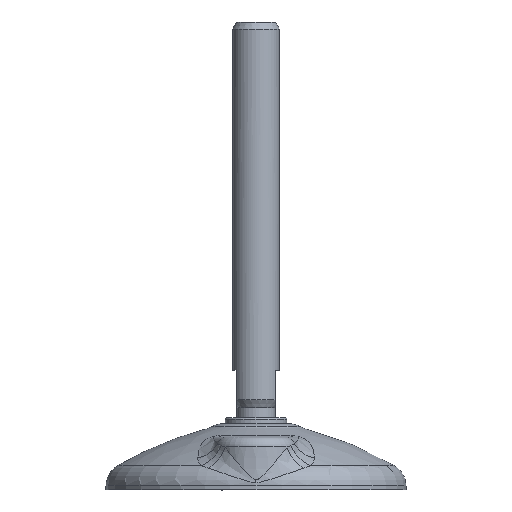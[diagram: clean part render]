
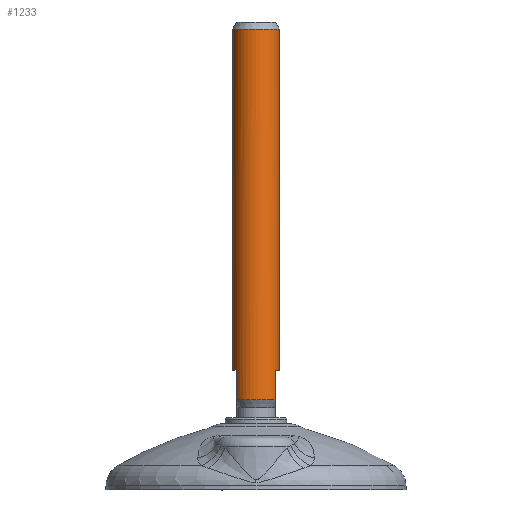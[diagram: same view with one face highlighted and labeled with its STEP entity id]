
A CAD part, left-side view. The second image highlights one B-rep face of the part: STEP entity #1233.
In plain terms, the highlighted cylindrical face has radius 8 mm (diameter 16 mm), a full revolution.
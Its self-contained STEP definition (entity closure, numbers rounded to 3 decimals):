
#98=CYLINDRICAL_SURFACE('',#1388,8.);
#126=LINE('',#5850,#165);
#127=LINE('',#5854,#166);
#128=LINE('',#5858,#167);
#129=LINE('',#5862,#168);
#130=LINE('',#5867,#169);
#165=VECTOR('',#1673,1.);
#166=VECTOR('',#1676,1.);
#167=VECTOR('',#1679,1.);
#168=VECTOR('',#1682,8.);
#169=VECTOR('',#1687,1.);
#254=FACE_OUTER_BOUND('',#343,.T.);
#343=EDGE_LOOP('',(#970,#971,#972,#973,#974,#975,#976,#977,#978,#979,#980,
#981));
#437=CIRCLE('',#1389,8.);
#438=CIRCLE('',#1390,8.);
#439=CIRCLE('',#1391,8.);
#440=CIRCLE('',#1392,8.);
#441=CIRCLE('',#1393,8.);
#442=CIRCLE('',#1394,8.);
#535=VERTEX_POINT('',#5848);
#536=VERTEX_POINT('',#5849);
#537=VERTEX_POINT('',#5851);
#538=VERTEX_POINT('',#5853);
#539=VERTEX_POINT('',#5855);
#540=VERTEX_POINT('',#5857);
#541=VERTEX_POINT('',#5859);
#542=VERTEX_POINT('',#5861);
#543=VERTEX_POINT('',#5864);
#544=VERTEX_POINT('',#5866);
#685=EDGE_CURVE('',#535,#536,#126,.T.);
#686=EDGE_CURVE('',#535,#537,#437,.T.);
#687=EDGE_CURVE('',#538,#537,#127,.T.);
#688=EDGE_CURVE('',#539,#538,#438,.T.);
#689=EDGE_CURVE('',#540,#539,#128,.T.);
#690=EDGE_CURVE('',#541,#540,#439,.T.);
#691=EDGE_CURVE('',#541,#542,#129,.T.);
#692=EDGE_CURVE('',#542,#542,#440,.T.);
#693=EDGE_CURVE('',#543,#541,#441,.T.);
#694=EDGE_CURVE('',#544,#543,#130,.T.);
#695=EDGE_CURVE('',#536,#544,#442,.T.);
#970=ORIENTED_EDGE('',*,*,#685,.F.);
#971=ORIENTED_EDGE('',*,*,#686,.T.);
#972=ORIENTED_EDGE('',*,*,#687,.F.);
#973=ORIENTED_EDGE('',*,*,#688,.F.);
#974=ORIENTED_EDGE('',*,*,#689,.F.);
#975=ORIENTED_EDGE('',*,*,#690,.F.);
#976=ORIENTED_EDGE('',*,*,#691,.T.);
#977=ORIENTED_EDGE('',*,*,#692,.T.);
#978=ORIENTED_EDGE('',*,*,#691,.F.);
#979=ORIENTED_EDGE('',*,*,#693,.F.);
#980=ORIENTED_EDGE('',*,*,#694,.F.);
#981=ORIENTED_EDGE('',*,*,#695,.F.);
#1233=ADVANCED_FACE('',(#254),#98,.T.);
#1388=AXIS2_PLACEMENT_3D('',#5847,#1671,#1672);
#1389=AXIS2_PLACEMENT_3D('',#5852,#1674,#1675);
#1390=AXIS2_PLACEMENT_3D('',#5856,#1677,#1678);
#1391=AXIS2_PLACEMENT_3D('',#5860,#1680,#1681);
#1392=AXIS2_PLACEMENT_3D('',#5863,#1683,#1684);
#1393=AXIS2_PLACEMENT_3D('',#5865,#1685,#1686);
#1394=AXIS2_PLACEMENT_3D('',#5868,#1688,#1689);
#1671=DIRECTION('center_axis',(0.,0.,-1.));
#1672=DIRECTION('ref_axis',(0.,1.,0.));
#1673=DIRECTION('',(0.,0.,-1.));
#1674=DIRECTION('center_axis',(0.,0.,1.));
#1675=DIRECTION('ref_axis',(0.583,0.812,0.));
#1676=DIRECTION('',(0.,0.,1.));
#1677=DIRECTION('center_axis',(0.,0.,-1.));
#1678=DIRECTION('ref_axis',(-0.583,-0.812,0.));
#1679=DIRECTION('',(0.,0.,-1.));
#1680=DIRECTION('center_axis',(0.,0.,-1.));
#1681=DIRECTION('ref_axis',(0.583,-0.812,0.));
#1682=DIRECTION('',(0.,0.,1.));
#1683=DIRECTION('center_axis',(0.,0.,-1.));
#1684=DIRECTION('ref_axis',(0.,1.,0.));
#1685=DIRECTION('center_axis',(0.,0.,-1.));
#1686=DIRECTION('ref_axis',(0.583,-0.812,0.));
#1687=DIRECTION('',(0.,0.,1.));
#1688=DIRECTION('center_axis',(0.,0.,-1.));
#1689=DIRECTION('ref_axis',(0.583,0.812,0.));
#5847=CARTESIAN_POINT('Origin',(0.,0.,163.502));
#5848=CARTESIAN_POINT('',(4.664,6.5,40.626));
#5849=CARTESIAN_POINT('',(4.664,6.5,30.626));
#5850=CARTESIAN_POINT('',(4.664,6.5,40.626));
#5851=CARTESIAN_POINT('',(-4.664,6.5,40.626));
#5852=CARTESIAN_POINT('Origin',(0.,0.,40.626));
#5853=CARTESIAN_POINT('',(-4.664,6.5,30.626));
#5854=CARTESIAN_POINT('',(-4.664,6.5,30.626));
#5855=CARTESIAN_POINT('',(-4.664,-6.5,30.626));
#5856=CARTESIAN_POINT('Origin',(0.,0.,30.626));
#5857=CARTESIAN_POINT('',(-4.664,-6.5,40.626));
#5858=CARTESIAN_POINT('',(-4.664,-6.5,40.626));
#5859=CARTESIAN_POINT('',(0.,-8.,40.626));
#5860=CARTESIAN_POINT('Origin',(0.,0.,40.626));
#5861=CARTESIAN_POINT('',(0.,-8.,156.549));
#5862=CARTESIAN_POINT('',(0.,-8.,163.502));
#5863=CARTESIAN_POINT('Origin',(0.,0.,156.549));
#5864=CARTESIAN_POINT('',(4.664,-6.5,40.626));
#5865=CARTESIAN_POINT('Origin',(0.,0.,40.626));
#5866=CARTESIAN_POINT('',(4.664,-6.5,30.626));
#5867=CARTESIAN_POINT('',(4.664,-6.5,30.626));
#5868=CARTESIAN_POINT('Origin',(0.,0.,30.626));
